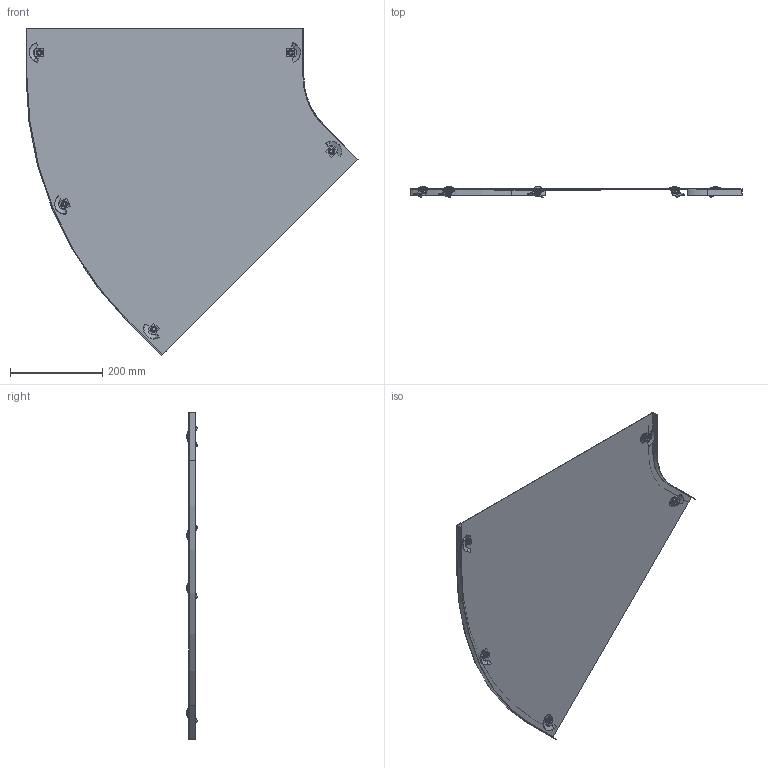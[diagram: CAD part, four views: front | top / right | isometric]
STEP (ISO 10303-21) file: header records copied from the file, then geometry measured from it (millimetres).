
FILE_DESCRIPTION (( 'STEP AP203' ), '1' );
FILE_NAME ('7133994.STEP', '2019-11-04T10:15:20', ( '' ), ( '' ), 'SwSTEP 2.0', 'SolidWorks 2018', '' );
FILE_SCHEMA (( 'CONFIG_CONTROL_DESIGN' ));
Length unit declared in the file: millimetre
Products named in the file (8): 7133994; 020263_DIN EN ISO 10511 - M8; KTS 08.043-122_NB=600 d-16,5 f〉 Helix-Drehriegel; 099600_Standard_1; KTS 14.002-012_M8x16; KTS 08.043-131_Innenwinkel R=148; KTS 08.043-130_R=0752; KTS 08.083-001_Standard
Assembly tree (26 placements, depth 2):
  7133994
    KTS 08.043-122_NB=600 d-16,5 f〉 Helix-Drehriegel
    KTS 08.043-130_R=0752
    KTS 08.043-131_Innenwinkel R=148
    KTS 08.083-001_Standard  x5
    KTS 14.002-012_M8x16  x6
    099600_Standard_1  x6
    020263_DIN EN ISO 10511 - M8  x6
Bounding box: 721.59 x 24.53 x 710.99 mm (x, y, z)
Volume: 479256.8 mm3; surface area: 768157.9 mm2
Topology: 26 solids, 26 shells, 707 faces, 1752 edges, 1114 vertices
Faces by surface type: plane 299, bspline 166, cylinder 122, cone 120
Entity records: 8416 total; most frequent: CARTESIAN_POINT 3319, ORIENTED_EDGE 804, DIRECTION 729, EDGE_CURVE 402, AXIS2_PLACEMENT_3D 267, VERTEX_POINT 259, LINE 195, VECTOR 195
